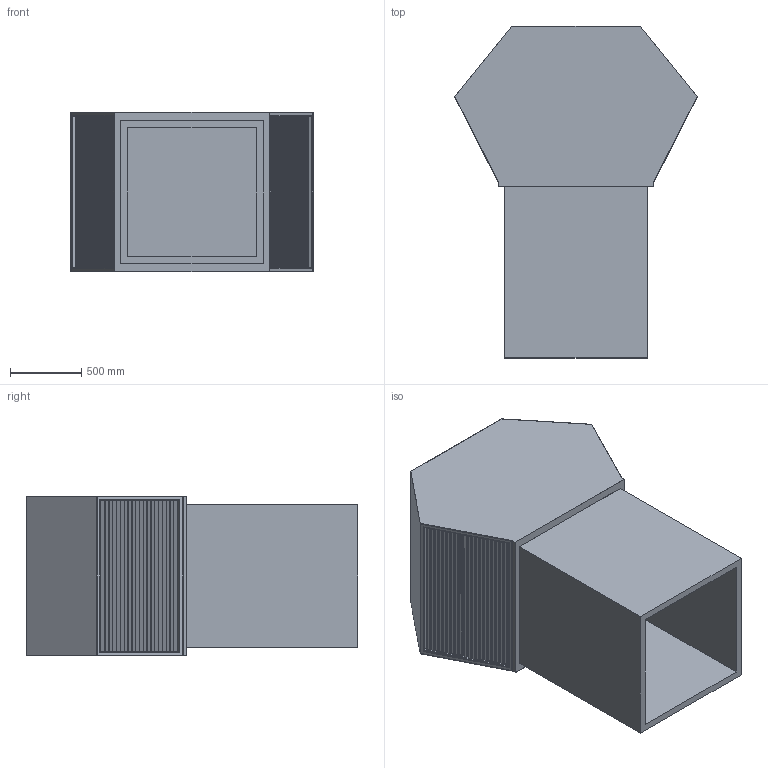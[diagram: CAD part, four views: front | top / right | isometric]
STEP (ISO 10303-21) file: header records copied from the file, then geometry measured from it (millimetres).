
FILE_DESCRIPTION (( 'STEP AP214' ), '1' );
FILE_NAME ('TBHA5.STEP', '2014-06-24T11:51:22', ( '' ), ( '' ), 'SwSTEP 2.0', 'SolidWorks 2014', '' );
FILE_SCHEMA (( 'AUTOMOTIVE_DESIGN' ));
Length unit declared in the file: millimetre
Products named in the file (5): galler 3m_TBHA5; tLamell-200_1060; GH ram_TBHA5; TBHA2_TBHA5; TBHA5
Assembly tree (24 placements, depth 3):
  TBHA5
    TBHA2_TBHA5
    galler 3m_TBHA5  x2
      GH ram_TBHA5
      tLamell-200_1060
Bounding box: 1700 x 2324.49 x 1120 mm (x, y, z)
Volume: 239388591.5 mm3; surface area: 28239282.3 mm2
Topology: 51 solids, 51 shells, 1102 faces, 2340 edges, 1344 vertices
Faces by surface type: plane 858, cylinder 244
Entity records: 3708 total; most frequent: CARTESIAN_POINT 594, DIRECTION 578, ORIENTED_EDGE 548, EDGE_CURVE 274, VECTOR 258, LINE 258, VERTEX_POINT 176, AXIS2_PLACEMENT_3D 160
